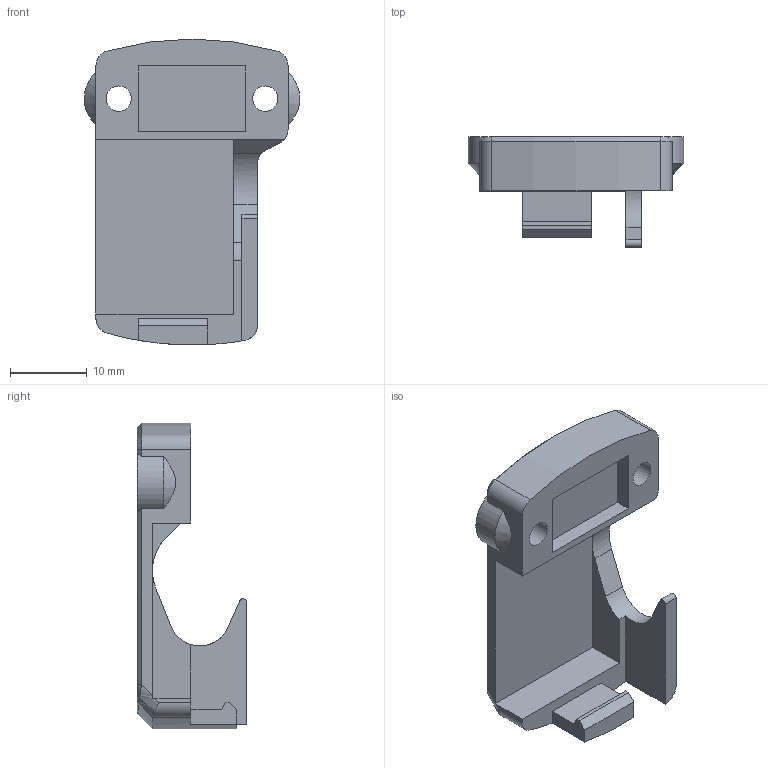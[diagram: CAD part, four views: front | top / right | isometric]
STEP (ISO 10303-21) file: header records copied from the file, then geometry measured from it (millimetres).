
FILE_DESCRIPTION(/* description */ (''),/* implementation_level */ '2;1');
FILE_NAME(/* name */ '5f8dbfc12dcb3d0ed9daf179',/* time_stamp */ '2020-10-19T16:33:05+00:00',/* author */ (''),/* organization */ (''),/* preprocessor_version */ 'ST-DEVELOPER v16.7',/* originating_system */ $,/* authorisation */ $);
FILE_SCHEMA (('AUTOMOTIVE_DESIGN {1 0 10303 214 3 1 1}'));
Length unit declared in the file: metre
Products named in the file (1): servo_mount_housing_2
Bounding box: 28.05 x 14.3 x 39.79 mm (x, y, z)
Volume: 3547.3 mm3; surface area: 3430.9 mm2
Topology: 1 solids, 1 shells, 210 faces, 546 edges, 359 vertices
Faces by surface type: bspline 110, plane 72, cylinder 17, cone 11
Full cylindrical faces by diameter (mm): 3.3 x2, 6.5 x2
Entity records: 7552 total; most frequent: CARTESIAN_POINT 3151, ORIENTED_EDGE 1076, DIRECTION 555, EDGE_CURVE 538, VERTEX_POINT 357, LINE 251, VECTOR 251, EDGE_LOOP 241
